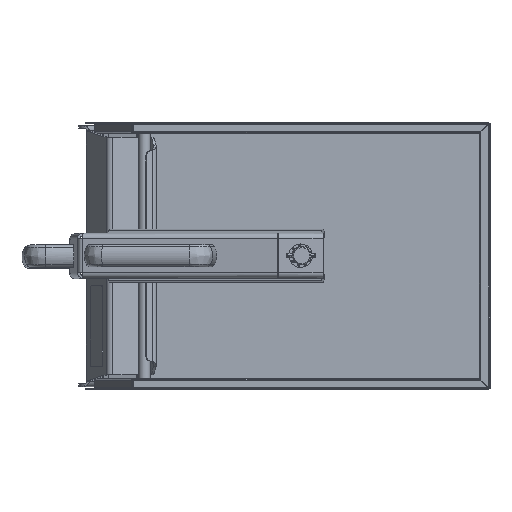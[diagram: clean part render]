
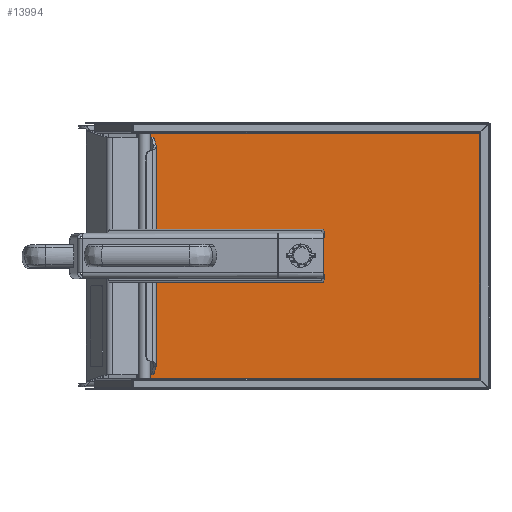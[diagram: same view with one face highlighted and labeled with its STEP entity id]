
A CAD part, top view. The second image highlights one B-rep face of the part: STEP entity #13994.
In plain terms, the highlighted planar face has unit normal (0, 0, 1).
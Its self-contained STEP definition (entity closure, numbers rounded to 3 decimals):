
#741=PLANE('',#15355);
#1553=FACE_OUTER_BOUND('',#2420,.T.);
#2420=EDGE_LOOP('',(#11772,#11773,#11774,#11775));
#3209=LINE('',#23110,#4361);
#3218=LINE('',#23131,#4370);
#3227=LINE('',#23156,#4379);
#3529=LINE('',#24690,#4681);
#4361=VECTOR('',#18171,10.);
#4370=VECTOR('',#18190,10.);
#4379=VECTOR('',#18217,10.);
#4681=VECTOR('',#18931,10.);
#6255=VERTEX_POINT('',#23103);
#6258=VERTEX_POINT('',#23108);
#6265=VERTEX_POINT('',#23129);
#6272=VERTEX_POINT('',#23154);
#7873=EDGE_CURVE('',#6255,#6258,#3209,.T.);
#7884=EDGE_CURVE('',#6258,#6265,#3218,.T.);
#7897=EDGE_CURVE('',#6265,#6272,#3227,.T.);
#8281=EDGE_CURVE('',#6272,#6255,#3529,.T.);
#11772=ORIENTED_EDGE('',*,*,#8281,.T.);
#11773=ORIENTED_EDGE('',*,*,#7873,.T.);
#11774=ORIENTED_EDGE('',*,*,#7884,.T.);
#11775=ORIENTED_EDGE('',*,*,#7897,.T.);
#13994=ADVANCED_FACE('',(#1553),#741,.T.);
#15355=AXIS2_PLACEMENT_3D('',#24689,#18929,#18930);
#18171=DIRECTION('',(1.,0.,0.));
#18190=DIRECTION('',(0.,1.,0.));
#18217=DIRECTION('',(-1.,0.,0.));
#18929=DIRECTION('center_axis',(0.,0.,
1.));
#18930=DIRECTION('ref_axis',(1.,0.,0.));
#18931=DIRECTION('',(0.,-1.,0.));
#23103=CARTESIAN_POINT('',(-668.877,-141.5,1.));
#23108=CARTESIAN_POINT('',(-284.176,-141.5,1.));
#23110=CARTESIAN_POINT('',(-380.176,-141.5,1.));
#23129=CARTESIAN_POINT('',(-284.176,141.5,1.));
#23131=CARTESIAN_POINT('',(-284.176,70.75,1.));
#23154=CARTESIAN_POINT('',(-668.877,141.5,1.));
#23156=CARTESIAN_POINT('',(-573.176,141.5,1.));
#24689=CARTESIAN_POINT('Origin',(-476.176,0.,
1.));
#24690=CARTESIAN_POINT('',(-668.877,-70.75,1.));
